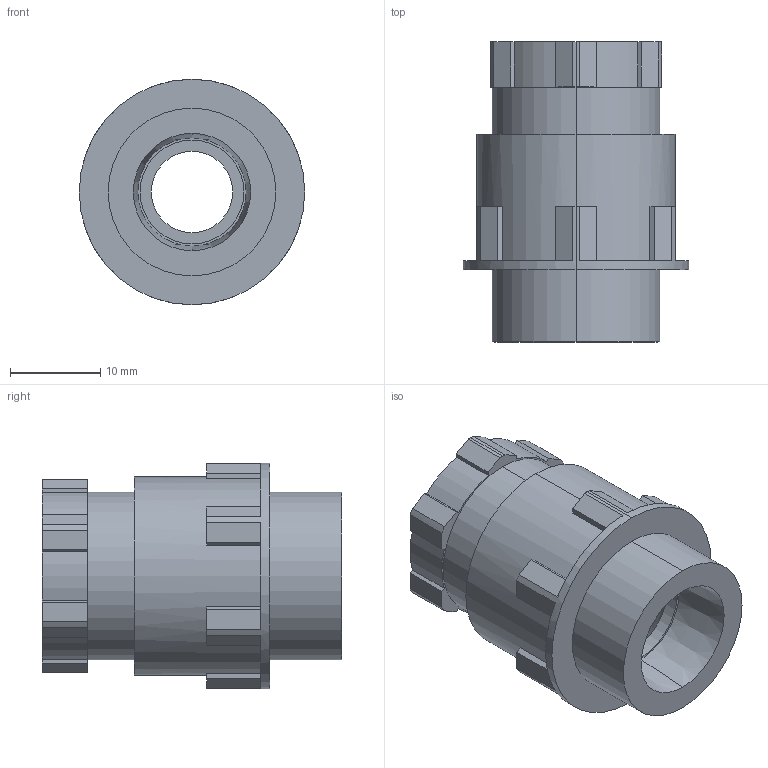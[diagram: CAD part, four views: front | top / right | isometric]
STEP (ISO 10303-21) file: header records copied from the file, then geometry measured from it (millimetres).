
FILE_DESCRIPTION (( 'STEP AP214' ), '1' );
FILE_NAME ('2036118.STP', '2020-07-20T07:53:26', ( '' ), ( '' ), 'SwSTEP 2.0', 'SolidWorks 2018', '' );
FILE_SCHEMA (( 'AUTOMOTIVE_DESIGN' ));
Length unit declared in the file: millimetre
Products named in the file (5): EV169-11-01_Standard; 022659_Pg11 Di9 30700027; EV510-11_Standard; 2036118; EV731-11_Standard
Assembly tree (4 placements, depth 2):
  2036118
    EV169-11-01_Standard
    EV510-11_Standard
    EV731-11_Standard
    022659_Pg11 Di9 30700027
Bounding box: 25 x 33.25 x 25 mm (x, y, z)
Volume: 7262.5 mm3; surface area: 6325.3 mm2
Topology: 4 solids, 4 shells, 113 faces, 299 edges, 198 vertices
Faces by surface type: plane 72, cylinder 35, cone 6
Entity records: 3737 total; most frequent: DIRECTION 641, CARTESIAN_POINT 617, ORIENTED_EDGE 598, EDGE_CURVE 299, AXIS2_PLACEMENT_3D 222, VERTEX_POINT 198, LINE 197, VECTOR 197
